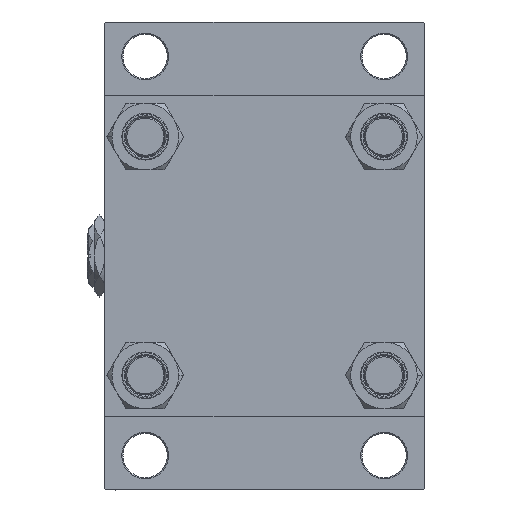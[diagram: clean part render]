
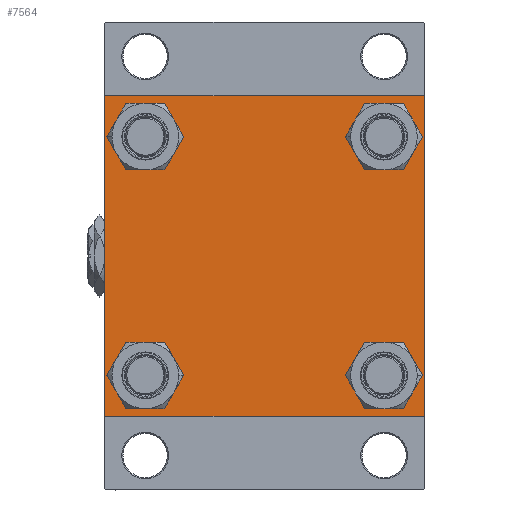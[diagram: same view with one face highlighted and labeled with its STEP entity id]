
A CAD part, left-side view. The second image highlights one B-rep face of the part: STEP entity #7564.
In plain terms, the highlighted planar face has unit normal (-1, 0, 0).
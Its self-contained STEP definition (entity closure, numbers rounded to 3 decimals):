
#2 = CARTESIAN_POINT ( 'NONE',  ( 0., -64.5, 65. ) ) ;
#72 = AXIS2_PLACEMENT_3D ( 'NONE', #17387, #5557, #9585 ) ;
#527 = AXIS2_PLACEMENT_3D ( 'NONE', #40217, #2403, #10903 ) ;
#573 = FACE_BOUND ( 'NONE', #4354, .T. ) ;
#856 = CIRCLE ( 'NONE', #16926, 8.5 ) ;
#1762 = VERTEX_POINT ( 'NONE', #12081 ) ;
#1937 = DIRECTION ( 'NONE',  ( 1., 0., 0. ) ) ;
#2066 = DIRECTION ( 'NONE',  ( 0., -0.707, -0.707 ) ) ;
#2403 = DIRECTION ( 'NONE',  ( 1., 0., 0. ) ) ;
#2618 = EDGE_CURVE ( 'NONE', #22681, #18549, #4328, .T. ) ;
#2863 = EDGE_CURVE ( 'NONE', #4414, #25849, #5460, .T. ) ;
#2894 = VERTEX_POINT ( 'NONE', #32906 ) ;
#3267 = VERTEX_POINT ( 'NONE', #22764 ) ;
#3516 = DIRECTION ( 'NONE',  ( 0., 0.707, 0.707 ) ) ;
#3613 = FACE_BOUND ( 'NONE', #27735, .T. ) ;
#4257 = ORIENTED_EDGE ( 'NONE', *, *, #4715, .T. ) ;
#4328 = LINE ( 'NONE', #19707, #42677 ) ;
#4351 = AXIS2_PLACEMENT_3D ( 'NONE', #21112, #1937, #10753 ) ;
#4354 = EDGE_LOOP ( 'NONE', ( #11398, #41830 ) ) ;
#4414 = VERTEX_POINT ( 'NONE', #35608 ) ;
#4574 = DIRECTION ( 'NONE',  ( 0., 0., -1. ) ) ;
#4715 = EDGE_CURVE ( 'NONE', #22968, #1762, #37830, .T. ) ;
#4910 = CARTESIAN_POINT ( 'NONE',  ( 0., -64.75, -64.75 ) ) ;
#5086 = CARTESIAN_POINT ( 'NONE',  ( 0., 64.5, 65. ) ) ;
#5460 = LINE ( 'NONE', #43772, #10379 ) ;
#5557 = DIRECTION ( 'NONE',  ( 1., 0., 0. ) ) ;
#6194 = VECTOR ( 'NONE', #4574, 1000. ) ;
#6624 = EDGE_CURVE ( 'NONE', #20354, #2894, #856, .T. ) ;
#6747 = DIRECTION ( 'NONE',  ( 0., 0.707, -0.707 ) ) ;
#7057 = VECTOR ( 'NONE', #6747, 1000. ) ;
#7564 = ADVANCED_FACE ( 'NONE', ( #42683, #3613, #573, #18992, #46732 ), #34355, .T. ) ;
#7769 = AXIS2_PLACEMENT_3D ( 'NONE', #44509, #9970, #30294 ) ;
#7796 = CARTESIAN_POINT ( 'NONE',  ( 0., 48.45, -56.95 ) ) ;
#7867 = EDGE_CURVE ( 'NONE', #25849, #12375, #10887, .T. ) ;
#7874 = ORIENTED_EDGE ( 'NONE', *, *, #16168, .T. ) ;
#8140 = CIRCLE ( 'NONE', #72, 8.5 ) ;
#8185 = CARTESIAN_POINT ( 'NONE',  ( 0., 48.45, 39.95 ) ) ;
#8294 = DIRECTION ( 'NONE',  ( 0., 0., 1. ) ) ;
#8695 = LINE ( 'NONE', #4910, #13076 ) ;
#9585 = DIRECTION ( 'NONE',  ( 0., 0., 1. ) ) ;
#9941 = DIRECTION ( 'NONE',  ( 0., 0., 1. ) ) ;
#9970 = DIRECTION ( 'NONE',  ( 1., 0., 0. ) ) ;
#10379 = VECTOR ( 'NONE', #13020, 1000. ) ;
#10753 = DIRECTION ( 'NONE',  ( 0., 0., 1. ) ) ;
#10887 = LINE ( 'NONE', #26265, #14582 ) ;
#10903 = DIRECTION ( 'NONE',  ( 0., 0., 1. ) ) ;
#11155 = VERTEX_POINT ( 'NONE', #7796 ) ;
#11398 = ORIENTED_EDGE ( 'NONE', *, *, #14701, .T. ) ;
#11989 = ORIENTED_EDGE ( 'NONE', *, *, #35187, .T. ) ;
#12081 = CARTESIAN_POINT ( 'NONE',  ( 0., -48.45, 56.95 ) ) ;
#12179 = CARTESIAN_POINT ( 'NONE',  ( 0., 0., 0. ) ) ;
#12324 = DIRECTION ( 'NONE',  ( 0., 0., 1. ) ) ;
#12375 = VERTEX_POINT ( 'NONE', #17380 ) ;
#13020 = DIRECTION ( 'NONE',  ( 0., 0., -1. ) ) ;
#13059 = EDGE_CURVE ( 'NONE', #39142, #48474, #8140, .T. ) ;
#13076 = VECTOR ( 'NONE', #43981, 1000. ) ;
#14057 = LINE ( 'NONE', #48616, #7057 ) ;
#14582 = VECTOR ( 'NONE', #2066, 1000. ) ;
#14610 = ORIENTED_EDGE ( 'NONE', *, *, #2618, .F. ) ;
#14701 = EDGE_CURVE ( 'NONE', #3267, #11155, #30727, .T. ) ;
#14745 = DIRECTION ( 'NONE',  ( 1., 0., 0. ) ) ;
#14906 = ORIENTED_EDGE ( 'NONE', *, *, #27547, .T. ) ;
#15028 = ORIENTED_EDGE ( 'NONE', *, *, #34659, .T. ) ;
#15131 = CIRCLE ( 'NONE', #31999, 8.5 ) ;
#16168 = EDGE_CURVE ( 'NONE', #29438, #33998, #8695, .T. ) ;
#16407 = CIRCLE ( 'NONE', #4351, 8.5 ) ;
#16926 = AXIS2_PLACEMENT_3D ( 'NONE', #21293, #36644, #9941 ) ;
#16940 = EDGE_LOOP ( 'NONE', ( #47591, #31772 ) ) ;
#17380 = CARTESIAN_POINT ( 'NONE',  ( 0., 64.5, -65. ) ) ;
#17387 = CARTESIAN_POINT ( 'NONE',  ( 0., 48.45, 48.45 ) ) ;
#18366 = DIRECTION ( 'NONE',  ( 0., -1., 0. ) ) ;
#18549 = VERTEX_POINT ( 'NONE', #2 ) ;
#18595 = VERTEX_POINT ( 'NONE', #45666 ) ;
#18759 = ORIENTED_EDGE ( 'NONE', *, *, #28094, .T. ) ;
#18842 = EDGE_CURVE ( 'NONE', #2894, #20354, #16407, .T. ) ;
#18992 = FACE_BOUND ( 'NONE', #16940, .T. ) ;
#19707 = CARTESIAN_POINT ( 'NONE',  ( 0., 65., 65. ) ) ;
#19837 = CIRCLE ( 'NONE', #527, 8.5 ) ;
#19892 = DIRECTION ( 'NONE',  ( 1., 0., 0. ) ) ;
#20354 = VERTEX_POINT ( 'NONE', #39621 ) ;
#21112 = CARTESIAN_POINT ( 'NONE',  ( 0., -48.45, -48.45 ) ) ;
#21293 = CARTESIAN_POINT ( 'NONE',  ( 0., -48.45, -48.45 ) ) ;
#22565 = EDGE_LOOP ( 'NONE', ( #29242, #27496, #11989, #7874, #32198, #14906, #14610, #15028 ) ) ;
#22681 = VERTEX_POINT ( 'NONE', #5086 ) ;
#22764 = CARTESIAN_POINT ( 'NONE',  ( 0., 48.45, -39.95 ) ) ;
#22954 = CARTESIAN_POINT ( 'NONE',  ( 0., -48.45, 39.95 ) ) ;
#22968 = VERTEX_POINT ( 'NONE', #22954 ) ;
#23744 = LINE ( 'NONE', #39102, #6194 ) ;
#23774 = DIRECTION ( 'NONE',  ( -1., 0., 0. ) ) ;
#24647 = VECTOR ( 'NONE', #3516, 1000. ) ;
#24710 = ORIENTED_EDGE ( 'NONE', *, *, #18842, .T. ) ;
#25849 = VERTEX_POINT ( 'NONE', #37015 ) ;
#26265 = CARTESIAN_POINT ( 'NONE',  ( 0., 64.75, -64.75 ) ) ;
#26547 = CARTESIAN_POINT ( 'NONE',  ( 0., -64.5, -65. ) ) ;
#26833 = EDGE_LOOP ( 'NONE', ( #18759, #4257 ) ) ;
#27496 = ORIENTED_EDGE ( 'NONE', *, *, #7867, .T. ) ;
#27547 = EDGE_CURVE ( 'NONE', #18595, #18549, #34747, .T. ) ;
#27735 = EDGE_LOOP ( 'NONE', ( #41757, #24710 ) ) ;
#28070 = EDGE_CURVE ( 'NONE', #48474, #39142, #19837, .T. ) ;
#28094 = EDGE_CURVE ( 'NONE', #1762, #22968, #39966, .T. ) ;
#28538 = DIRECTION ( 'NONE',  ( 0., 0., 1. ) ) ;
#29242 = ORIENTED_EDGE ( 'NONE', *, *, #2863, .T. ) ;
#29438 = VERTEX_POINT ( 'NONE', #26547 ) ;
#29589 = EDGE_CURVE ( 'NONE', #18595, #33998, #23744, .T. ) ;
#30294 = DIRECTION ( 'NONE',  ( 0., 0., 1. ) ) ;
#30727 = CIRCLE ( 'NONE', #35541, 8.5 ) ;
#31772 = ORIENTED_EDGE ( 'NONE', *, *, #13059, .T. ) ;
#31999 = AXIS2_PLACEMENT_3D ( 'NONE', #39045, #39536, #8294 ) ;
#32198 = ORIENTED_EDGE ( 'NONE', *, *, #29589, .F. ) ;
#32906 = CARTESIAN_POINT ( 'NONE',  ( 0., -48.45, -56.95 ) ) ;
#33225 = LINE ( 'NONE', #40553, #34457 ) ;
#33892 = AXIS2_PLACEMENT_3D ( 'NONE', #12179, #23774, #28538 ) ;
#33998 = VERTEX_POINT ( 'NONE', #35172 ) ;
#34355 = PLANE ( 'NONE',  #33892 ) ;
#34457 = VECTOR ( 'NONE', #18366, 1000. ) ;
#34659 = EDGE_CURVE ( 'NONE', #22681, #4414, #14057, .T. ) ;
#34747 = LINE ( 'NONE', #49412, #24647 ) ;
#34886 = CARTESIAN_POINT ( 'NONE',  ( 0., 48.45, -48.45 ) ) ;
#35172 = CARTESIAN_POINT ( 'NONE',  ( 0., -65., -64.5 ) ) ;
#35187 = EDGE_CURVE ( 'NONE', #12375, #29438, #33225, .T. ) ;
#35541 = AXIS2_PLACEMENT_3D ( 'NONE', #34886, #14745, #42460 ) ;
#35608 = CARTESIAN_POINT ( 'NONE',  ( 0., 65., 64.5 ) ) ;
#36644 = DIRECTION ( 'NONE',  ( 1., 0., 0. ) ) ;
#37015 = CARTESIAN_POINT ( 'NONE',  ( 0., 65., -64.5 ) ) ;
#37830 = CIRCLE ( 'NONE', #49120, 8.5 ) ;
#38698 = CARTESIAN_POINT ( 'NONE',  ( 0., 48.45, 56.95 ) ) ;
#39040 = CARTESIAN_POINT ( 'NONE',  ( 0., -48.45, 48.45 ) ) ;
#39045 = CARTESIAN_POINT ( 'NONE',  ( 0., 48.45, -48.45 ) ) ;
#39102 = CARTESIAN_POINT ( 'NONE',  ( 0., -65., 65. ) ) ;
#39142 = VERTEX_POINT ( 'NONE', #8185 ) ;
#39536 = DIRECTION ( 'NONE',  ( 1., 0., 0. ) ) ;
#39621 = CARTESIAN_POINT ( 'NONE',  ( 0., -48.45, -39.95 ) ) ;
#39966 = CIRCLE ( 'NONE', #7769, 8.5 ) ;
#40217 = CARTESIAN_POINT ( 'NONE',  ( 0., 48.45, 48.45 ) ) ;
#40553 = CARTESIAN_POINT ( 'NONE',  ( 0., 65., -65. ) ) ;
#41757 = ORIENTED_EDGE ( 'NONE', *, *, #6624, .T. ) ;
#41830 = ORIENTED_EDGE ( 'NONE', *, *, #46246, .T. ) ;
#42460 = DIRECTION ( 'NONE',  ( 0., 0., 1. ) ) ;
#42677 = VECTOR ( 'NONE', #47436, 1000. ) ;
#42683 = FACE_BOUND ( 'NONE', #26833, .T. ) ;
#43772 = CARTESIAN_POINT ( 'NONE',  ( 0., 65., 65. ) ) ;
#43981 = DIRECTION ( 'NONE',  ( 0., -0.707, 0.707 ) ) ;
#44509 = CARTESIAN_POINT ( 'NONE',  ( 0., -48.45, 48.45 ) ) ;
#45666 = CARTESIAN_POINT ( 'NONE',  ( 0., -65., 64.5 ) ) ;
#46246 = EDGE_CURVE ( 'NONE', #11155, #3267, #15131, .T. ) ;
#46732 = FACE_OUTER_BOUND ( 'NONE', #22565, .T. ) ;
#47436 = DIRECTION ( 'NONE',  ( 0., -1., 0. ) ) ;
#47591 = ORIENTED_EDGE ( 'NONE', *, *, #28070, .T. ) ;
#48474 = VERTEX_POINT ( 'NONE', #38698 ) ;
#48616 = CARTESIAN_POINT ( 'NONE',  ( 0., 64.75, 64.75 ) ) ;
#49120 = AXIS2_PLACEMENT_3D ( 'NONE', #39040, #19892, #12324 ) ;
#49412 = CARTESIAN_POINT ( 'NONE',  ( 0., -64.75, 64.75 ) ) ;
